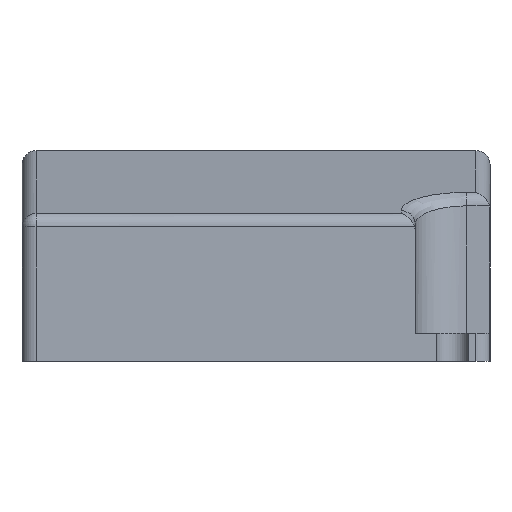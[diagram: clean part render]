
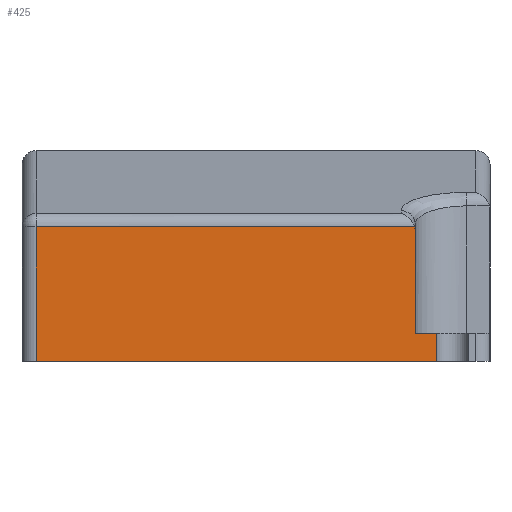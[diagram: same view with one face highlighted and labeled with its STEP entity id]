
A CAD part, left-side view. The second image highlights one B-rep face of the part: STEP entity #425.
In plain terms, the highlighted planar face has unit normal (-1, 0, 0).
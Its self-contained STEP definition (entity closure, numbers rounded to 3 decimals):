
#425 = ADVANCED_FACE( '', ( #971 ), #972, .F. );
#971 = FACE_OUTER_BOUND( '', #1734, .T. );
#972 = PLANE( '', #1735 );
#1734 = EDGE_LOOP( '', ( #3400, #3401, #3402, #3403, #3404, #3405, #3406 ) );
#1735 = AXIS2_PLACEMENT_3D( '', #3407, #3408, #3409 );
#3400 = ORIENTED_EDGE( '', *, *, #5053, .F. );
#3401 = ORIENTED_EDGE( '', *, *, #5054, .T. );
#3402 = ORIENTED_EDGE( '', *, *, #5055, .T. );
#3403 = ORIENTED_EDGE( '', *, *, #5056, .T. );
#3404 = ORIENTED_EDGE( '', *, *, #4623, .T. );
#3405 = ORIENTED_EDGE( '', *, *, #4647, .T. );
#3406 = ORIENTED_EDGE( '', *, *, #5057, .T. );
#3407 = CARTESIAN_POINT( '', ( -80., 25., 22.5 ) );
#3408 = DIRECTION( '', ( 1., 0., 0. ) );
#3409 = DIRECTION( '', ( 0., 0., -1. ) );
#4623 = EDGE_CURVE( '', #5360, #5358, #5361, .T. );
#4647 = EDGE_CURVE( '', #5358, #5399, #5401, .T. );
#5053 = EDGE_CURVE( '', #6037, #6038, #6039, .T. );
#5054 = EDGE_CURVE( '', #6037, #6040, #6041, .F. );
#5055 = EDGE_CURVE( '', #6040, #5421, #6042, .F. );
#5056 = EDGE_CURVE( '', #5421, #5360, #6043, .T. );
#5057 = EDGE_CURVE( '', #5399, #6038, #6044, .T. );
#5358 = VERTEX_POINT( '', #6766 );
#5360 = VERTEX_POINT( '', #6769 );
#5361 = LINE( '', #6770, #6771 );
#5399 = VERTEX_POINT( '', #6861 );
#5401 = LINE( '', #6864, #6865 );
#5421 = VERTEX_POINT( '', #6932 );
#6037 = VERTEX_POINT( '', #8715 );
#6038 = VERTEX_POINT( '', #8716 );
#6039 = LINE( '', #8717, #8718 );
#6040 = VERTEX_POINT( '', #8719 );
#6041 = ELLIPSE( '', #8720, 1.558, 1.5 );
#6042 = LINE( '', #8721, #8722 );
#6043 = LINE( '', #8723, #8724 );
#6044 = LINE( '', #8725, #8726 );
#6766 = CARTESIAN_POINT( '', ( -80., -19.25, 0. ) );
#6769 = CARTESIAN_POINT( '', ( -80., 23.5, 0. ) );
#6770 = CARTESIAN_POINT( '', ( -80., 25., 0. ) );
#6771 = VECTOR( '', #9141, 1000. );
#6861 = CARTESIAN_POINT( '', ( -80., -19.25, 3. ) );
#6864 = CARTESIAN_POINT( '', ( -80., -19.25, -166.134 ) );
#6865 = VECTOR( '', #9164, 1000. );
#6932 = CARTESIAN_POINT( '', ( -80., 23.5, 14.362 ) );
#8715 = CARTESIAN_POINT( '', ( -80., -17., 13.942 ) );
#8716 = CARTESIAN_POINT( '', ( -80., -17., 3. ) );
#8717 = CARTESIAN_POINT( '', ( -80., -17., 172.134 ) );
#8718 = VECTOR( '', #9365, 1000. );
#8719 = CARTESIAN_POINT( '', ( -80., -16.944, 14.362 ) );
#8720 = AXIS2_PLACEMENT_3D( '', #9366, #9367, #9368 );
#8721 = CARTESIAN_POINT( '', ( -80., 25., 14.362 ) );
#8722 = VECTOR( '', #9369, 1000. );
#8723 = CARTESIAN_POINT( '', ( -80., 23.5, 22.5 ) );
#8724 = VECTOR( '', #9370, 1000. );
#8725 = CARTESIAN_POINT( '', ( -80., -25., 3. ) );
#8726 = VECTOR( '', #9371, 1000. );
#9141 = DIRECTION( '', ( 0., -1., 0. ) );
#9164 = DIRECTION( '', ( 0., 0., 1. ) );
#9365 = DIRECTION( '', ( 0., 0., -1. ) );
#9366 = CARTESIAN_POINT( '', ( -80., -15.5, 13.942 ) );
#9367 = DIRECTION( '', ( 1., 0., 0. ) );
#9368 = DIRECTION( '', ( 0., 0., 1. ) );
#9369 = DIRECTION( '', ( 0., -1., 0. ) );
#9370 = DIRECTION( '', ( 0., 0., -1. ) );
#9371 = DIRECTION( '', ( 0., 1., 0. ) );
